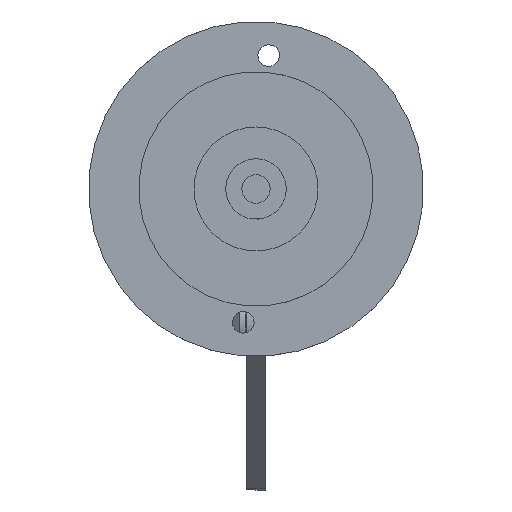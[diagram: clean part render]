
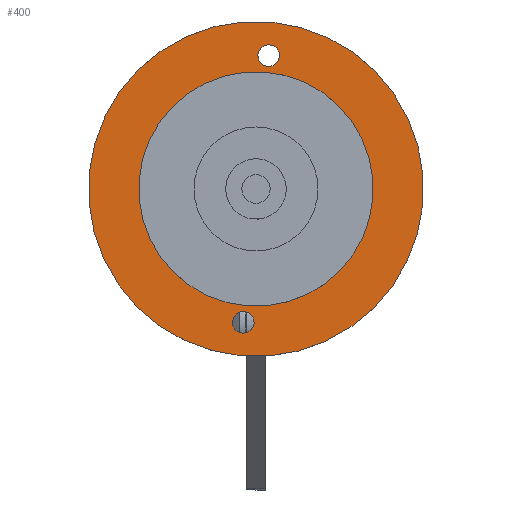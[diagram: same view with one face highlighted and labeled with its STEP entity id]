
A CAD part, top view. The second image highlights one B-rep face of the part: STEP entity #400.
In plain terms, the highlighted face is planar.
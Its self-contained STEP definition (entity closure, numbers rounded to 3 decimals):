
#144 = VERTEX_POINT ( 'NONE', #2618 ) ;
#168 = CARTESIAN_POINT ( 'NONE',  ( 0., 2.5, 0. ) ) ;
#199 = EDGE_CURVE ( 'NONE', #144, #3570, #1412, .T. ) ;
#237 = DIRECTION ( 'NONE',  ( 0., 0., 1. ) ) ;
#288 = DIRECTION ( 'NONE',  ( 0., 1., 0. ) ) ;
#293 = EDGE_CURVE ( 'NONE', #3570, #144, #5321, .T. ) ;
#313 = AXIS2_PLACEMENT_3D ( 'NONE', #4946, #1664, #4460 ) ;
#328 = EDGE_LOOP ( 'NONE', ( #5192, #3157 ) ) ;
#384 = VERTEX_POINT ( 'NONE', #2259 ) ;
#400 = ADVANCED_FACE ( 'NONE', ( #4829, #670, #4633, #2784 ), #705, .T. ) ;
#506 = CARTESIAN_POINT ( 'NONE',  ( -40., 2.5, -3.25 ) ) ;
#574 = EDGE_CURVE ( 'NONE', #384, #4126, #5004, .T. ) ;
#580 = DIRECTION ( 'NONE',  ( 0., 1., 0. ) ) ;
#582 = DIRECTION ( 'NONE',  ( 0., -1., 0. ) ) ;
#670 = FACE_BOUND ( 'NONE', #1946, .T. ) ;
#705 = PLANE ( 'NONE',  #4148 ) ;
#759 = AXIS2_PLACEMENT_3D ( 'NONE', #4183, #4570, #4094 ) ;
#778 = EDGE_CURVE ( 'NONE', #4126, #384, #2754, .T. ) ;
#864 = DIRECTION ( 'NONE',  ( 0., 0., 1. ) ) ;
#1034 = ORIENTED_EDGE ( 'NONE', *, *, #199, .F. ) ;
#1088 = DIRECTION ( 'NONE',  ( 0., 0., -1. ) ) ;
#1126 = CIRCLE ( 'NONE', #1545, 50. ) ;
#1136 = ORIENTED_EDGE ( 'NONE', *, *, #1924, .T. ) ;
#1196 = CARTESIAN_POINT ( 'NONE',  ( 0., 2.5, 0. ) ) ;
#1282 = CARTESIAN_POINT ( 'NONE',  ( 40., 2.5, 0. ) ) ;
#1311 = CARTESIAN_POINT ( 'NONE',  ( 0., 2.5, -9. ) ) ;
#1412 = CIRCLE ( 'NONE', #3889, 3.25 ) ;
#1545 = AXIS2_PLACEMENT_3D ( 'NONE', #1196, #4068, #1620 ) ;
#1608 = EDGE_CURVE ( 'NONE', #3803, #4057, #3311, .T. ) ;
#1620 = DIRECTION ( 'NONE',  ( 0., 0., 1. ) ) ;
#1664 = DIRECTION ( 'NONE',  ( 0., 1., 0. ) ) ;
#1836 = CARTESIAN_POINT ( 'NONE',  ( 0., 2.5, 50. ) ) ;
#1924 = EDGE_CURVE ( 'NONE', #4057, #3803, #2600, .T. ) ;
#1946 = EDGE_LOOP ( 'NONE', ( #1034, #3635 ) ) ;
#1999 = AXIS2_PLACEMENT_3D ( 'NONE', #5253, #2763, #237 ) ;
#2001 = ORIENTED_EDGE ( 'NONE', *, *, #1608, .T. ) ;
#2259 = CARTESIAN_POINT ( 'NONE',  ( -40., 2.5, 3.25 ) ) ;
#2340 = CARTESIAN_POINT ( 'NONE',  ( 0., 2.5, -50. ) ) ;
#2374 = AXIS2_PLACEMENT_3D ( 'NONE', #168, #582, #1088 ) ;
#2513 = ORIENTED_EDGE ( 'NONE', *, *, #5111, .T. ) ;
#2593 = VERTEX_POINT ( 'NONE', #2340 ) ;
#2598 = DIRECTION ( 'NONE',  ( 0., 0., 1. ) ) ;
#2600 = CIRCLE ( 'NONE', #2374, 9. ) ;
#2618 = CARTESIAN_POINT ( 'NONE',  ( 40., 2.5, -3.25 ) ) ;
#2659 = CARTESIAN_POINT ( 'NONE',  ( 40., 2.5, 3.25 ) ) ;
#2735 = CARTESIAN_POINT ( 'NONE',  ( -40., 2.5, 0. ) ) ;
#2754 = CIRCLE ( 'NONE', #5182, 3.25 ) ;
#2763 = DIRECTION ( 'NONE',  ( 0., 1., 0. ) ) ;
#2784 = FACE_BOUND ( 'NONE', #328, .T. ) ;
#2916 = CARTESIAN_POINT ( 'NONE',  ( 0., 2.5, 0. ) ) ;
#3115 = DIRECTION ( 'NONE',  ( 0., 1., 0. ) ) ;
#3157 = ORIENTED_EDGE ( 'NONE', *, *, #574, .F. ) ;
#3226 = CARTESIAN_POINT ( 'NONE',  ( 40., 2.5, 0. ) ) ;
#3239 = EDGE_LOOP ( 'NONE', ( #4011, #2513 ) ) ;
#3311 = CIRCLE ( 'NONE', #759, 9. ) ;
#3365 = AXIS2_PLACEMENT_3D ( 'NONE', #1282, #4563, #864 ) ;
#3570 = VERTEX_POINT ( 'NONE', #2659 ) ;
#3635 = ORIENTED_EDGE ( 'NONE', *, *, #293, .F. ) ;
#3715 = CIRCLE ( 'NONE', #1999, 50. ) ;
#3769 = EDGE_LOOP ( 'NONE', ( #1136, #2001 ) ) ;
#3803 = VERTEX_POINT ( 'NONE', #4449 ) ;
#3889 = AXIS2_PLACEMENT_3D ( 'NONE', #3226, #288, #4027 ) ;
#4011 = ORIENTED_EDGE ( 'NONE', *, *, #4949, .T. ) ;
#4027 = DIRECTION ( 'NONE',  ( 0., 0., 1. ) ) ;
#4057 = VERTEX_POINT ( 'NONE', #1311 ) ;
#4068 = DIRECTION ( 'NONE',  ( 0., 1., 0. ) ) ;
#4094 = DIRECTION ( 'NONE',  ( 0., 0., -1. ) ) ;
#4126 = VERTEX_POINT ( 'NONE', #506 ) ;
#4148 = AXIS2_PLACEMENT_3D ( 'NONE', #2916, #3115, #2598 ) ;
#4183 = CARTESIAN_POINT ( 'NONE',  ( 0., 2.5, 0. ) ) ;
#4449 = CARTESIAN_POINT ( 'NONE',  ( 0., 2.5, 9. ) ) ;
#4460 = DIRECTION ( 'NONE',  ( 0., 0., 1. ) ) ;
#4563 = DIRECTION ( 'NONE',  ( 0., 1., 0. ) ) ;
#4570 = DIRECTION ( 'NONE',  ( 0., -1., 0. ) ) ;
#4583 = VERTEX_POINT ( 'NONE', #1836 ) ;
#4633 = FACE_OUTER_BOUND ( 'NONE', #3239, .T. ) ;
#4678 = DIRECTION ( 'NONE',  ( 0., 0., 1. ) ) ;
#4829 = FACE_BOUND ( 'NONE', #3769, .T. ) ;
#4946 = CARTESIAN_POINT ( 'NONE',  ( -40., 2.5, 0. ) ) ;
#4949 = EDGE_CURVE ( 'NONE', #2593, #4583, #3715, .T. ) ;
#5004 = CIRCLE ( 'NONE', #313, 3.25 ) ;
#5111 = EDGE_CURVE ( 'NONE', #4583, #2593, #1126, .T. ) ;
#5182 = AXIS2_PLACEMENT_3D ( 'NONE', #2735, #580, #4678 ) ;
#5192 = ORIENTED_EDGE ( 'NONE', *, *, #778, .F. ) ;
#5253 = CARTESIAN_POINT ( 'NONE',  ( 0., 2.5, 0. ) ) ;
#5321 = CIRCLE ( 'NONE', #3365, 3.25 ) ;
